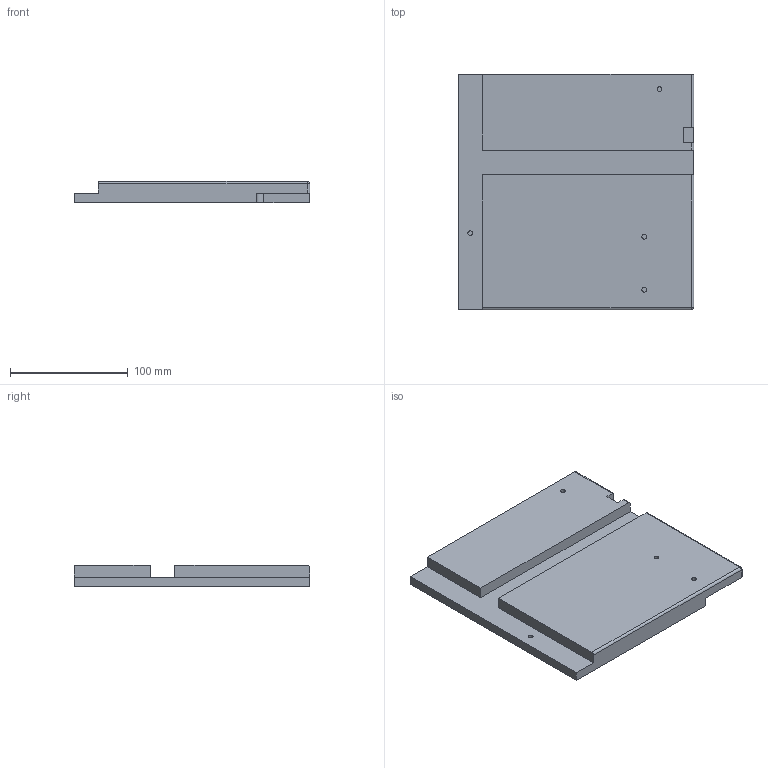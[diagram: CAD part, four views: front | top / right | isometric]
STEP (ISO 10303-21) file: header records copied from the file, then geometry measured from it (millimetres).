
FILE_DESCRIPTION(/* description */ ('STEP AP242','CAx-IF Rec.Pracs.---Representation and Presentation of Product Manufacturing Information (PMI)---4.0---2014-10-13','CAx-IF Rec.Pracs.---3D Tessellated Geometry---0.4---2014-09-14','2;1'),/* implementation_level */ '2;1');
FILE_NAME(/* name */ '685d7f81d96ca222ffea9a45',/* time_stamp */ '2025-06-26T17:12:33Z',/* author */ (''),/* organization */ (''),/* preprocessor_version */ 'ST-DEVELOPER v20',/* originating_system */ 'ONSHAPE BY PTC INC, 1.199',/* authorisation */ ' ');
FILE_SCHEMA (('AP242_MANAGED_MODEL_BASED_3D_ENGINEERING_MIM_LF { 1 0 10303 442 1 1 4 }'));
Length unit declared in the file: metre
Products named in the file (1): base RL
Bounding box: 200 x 200 x 18 mm (x, y, z)
Volume: 623232.2 mm3; surface area: 97555.3 mm2
Topology: 1 solids, 1 shells, 40 faces, 94 edges, 62 vertices
Faces by surface type: plane 26, cylinder 13, sphere 1
Full cylindrical faces by diameter (mm): 3.5 x3, 4 x4
Entity records: 1121 total; most frequent: DIRECTION 193, CARTESIAN_POINT 187, ORIENTED_EDGE 170, EDGE_CURVE 85, AXIS2_PLACEMENT_3D 67, VERTEX_POINT 61, LINE 59, VECTOR 59
